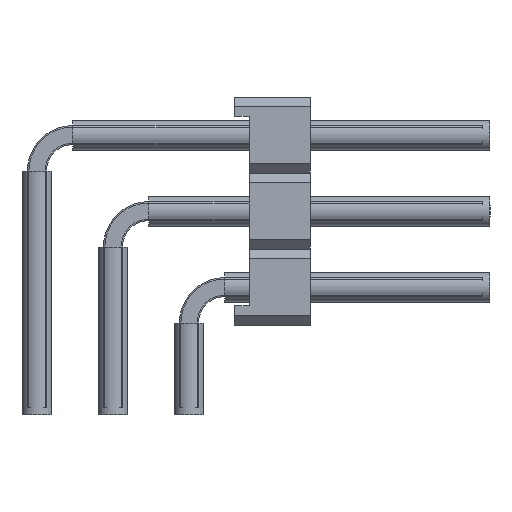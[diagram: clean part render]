
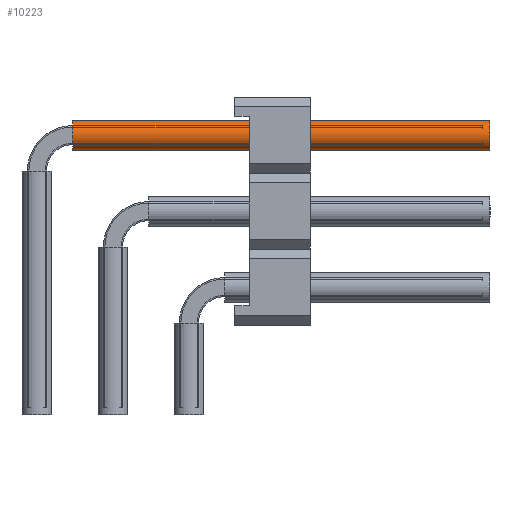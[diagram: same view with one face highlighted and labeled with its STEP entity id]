
A CAD part, left-side view. The second image highlights one B-rep face of the part: STEP entity #10223.
In plain terms, the highlighted cylindrical face has radius 0.5 mm (diameter 1 mm), a full revolution.
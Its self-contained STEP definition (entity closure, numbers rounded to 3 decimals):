
#5412=ORIENTED_EDGE('',*,*,#6952,.F.);
#5413=ORIENTED_EDGE('',*,*,#6953,.T.);
#6952=EDGE_CURVE('',#7952,#7952,#8356,.T.);
#6953=EDGE_CURVE('',#7953,#7953,#8357,.T.);
#7952=VERTEX_POINT('',#17071);
#7953=VERTEX_POINT('',#17073);
#8356=CIRCLE('',#11207,0.5);
#8357=CIRCLE('',#11208,0.5);
#8932=EDGE_LOOP('',(#5412));
#8933=EDGE_LOOP('',(#5413));
#9522=FACE_BOUND('',#8932,.T.);
#9523=FACE_BOUND('',#8933,.T.);
#9737=CYLINDRICAL_SURFACE('',#11206,0.5);
#10223=ADVANCED_FACE('',(#9522,#9523),#9737,.F.);
#11206=AXIS2_PLACEMENT_3D('',#17069,#14032,#14033);
#11207=AXIS2_PLACEMENT_3D('',#17070,#14034,#14035);
#11208=AXIS2_PLACEMENT_3D('',#17072,#14036,#14037);
#14032=DIRECTION('',(1.,0.,0.));
#14033=DIRECTION('',(0.,0.,-1.));
#14034=DIRECTION('',(-1.,0.,0.));
#14035=DIRECTION('',(0.,0.,1.));
#14036=DIRECTION('',(-1.,0.,0.));
#14037=DIRECTION('',(0.,0.,1.));
#17069=CARTESIAN_POINT('',(1.2,0.,9.35));
#17070=CARTESIAN_POINT('',(15.14,0.,9.35));
#17071=CARTESIAN_POINT('',(15.14,0.,9.85));
#17072=CARTESIAN_POINT('',(1.2,0.,9.35));
#17073=CARTESIAN_POINT('',(1.2,0.,9.85));
